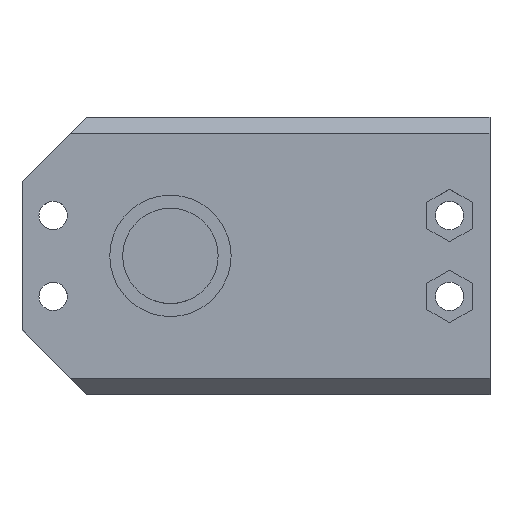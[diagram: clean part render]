
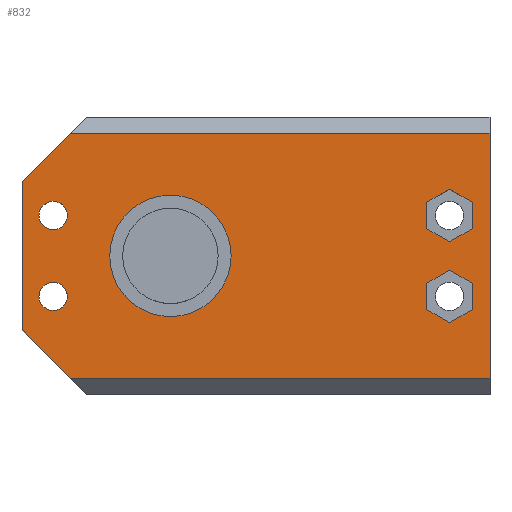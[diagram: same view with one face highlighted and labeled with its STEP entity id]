
A CAD part, top view. The second image highlights one B-rep face of the part: STEP entity #832.
In plain terms, the highlighted planar face has unit normal (0, 0, 1).
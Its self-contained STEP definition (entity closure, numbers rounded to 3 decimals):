
#20=FACE_BOUND('',#133,.T.);
#21=FACE_BOUND('',#134,.T.);
#22=FACE_BOUND('',#135,.T.);
#23=FACE_BOUND('',#136,.T.);
#24=FACE_BOUND('',#137,.T.);
#32=CIRCLE('',#895,1.75);
#43=CIRCLE('',#910,1.75);
#44=CIRCLE('',#914,7.5);
#86=FACE_OUTER_BOUND('',#132,.T.);
#132=EDGE_LOOP('',(#656,#657,#658,#659,#660,#661));
#133=EDGE_LOOP('',(#662,#663,#664,#665,#666,#667));
#134=EDGE_LOOP('',(#668,#669,#670,#671,#672,#673));
#135=EDGE_LOOP('',(#674));
#136=EDGE_LOOP('',(#675));
#137=EDGE_LOOP('',(#676));
#166=LINE('',#1185,#258);
#170=LINE('',#1192,#262);
#173=LINE('',#1198,#265);
#176=LINE('',#1204,#268);
#179=LINE('',#1210,#271);
#181=LINE('',#1213,#273);
#184=LINE('',#1221,#276);
#187=LINE('',#1227,#279);
#190=LINE('',#1233,#282);
#193=LINE('',#1239,#285);
#196=LINE('',#1245,#288);
#199=LINE('',#1249,#291);
#220=LINE('',#1365,#312);
#225=LINE('',#1377,#317);
#228=LINE('',#1383,#320);
#232=LINE('',#1389,#324);
#233=LINE('',#1391,#325);
#234=LINE('',#1392,#326);
#258=VECTOR('',#953,10.);
#262=VECTOR('',#959,10.);
#265=VECTOR('',#964,10.);
#268=VECTOR('',#969,10.);
#271=VECTOR('',#974,10.);
#273=VECTOR('',#978,10.);
#276=VECTOR('',#983,10.);
#279=VECTOR('',#988,10.);
#282=VECTOR('',#993,10.);
#285=VECTOR('',#998,10.);
#288=VECTOR('',#1003,10.);
#291=VECTOR('',#1008,10.);
#312=VECTOR('',#1065,10.);
#317=VECTOR('',#1076,10.);
#320=VECTOR('',#1081,10.);
#324=VECTOR('',#1087,10.);
#325=VECTOR('',#1088,10.);
#326=VECTOR('',#1089,10.);
#350=VERTEX_POINT('',#1182);
#351=VERTEX_POINT('',#1184);
#353=VERTEX_POINT('',#1190);
#355=VERTEX_POINT('',#1196);
#357=VERTEX_POINT('',#1202);
#359=VERTEX_POINT('',#1208);
#362=VERTEX_POINT('',#1218);
#363=VERTEX_POINT('',#1220);
#365=VERTEX_POINT('',#1226);
#367=VERTEX_POINT('',#1232);
#369=VERTEX_POINT('',#1238);
#371=VERTEX_POINT('',#1244);
#378=VERTEX_POINT('',#1286);
#401=VERTEX_POINT('',#1362);
#402=VERTEX_POINT('',#1364);
#403=VERTEX_POINT('',#1369);
#405=VERTEX_POINT('',#1374);
#406=VERTEX_POINT('',#1376);
#408=VERTEX_POINT('',#1382);
#410=VERTEX_POINT('',#1390);
#411=VERTEX_POINT('',#1393);
#428=EDGE_CURVE('',#351,#350,#166,.T.);
#432=EDGE_CURVE('',#350,#353,#170,.T.);
#435=EDGE_CURVE('',#353,#355,#173,.T.);
#438=EDGE_CURVE('',#355,#357,#176,.T.);
#441=EDGE_CURVE('',#357,#359,#179,.T.);
#443=EDGE_CURVE('',#359,#351,#181,.T.);
#446=EDGE_CURVE('',#363,#362,#184,.T.);
#449=EDGE_CURVE('',#365,#363,#187,.T.);
#452=EDGE_CURVE('',#367,#365,#190,.T.);
#455=EDGE_CURVE('',#369,#367,#193,.T.);
#458=EDGE_CURVE('',#371,#369,#196,.T.);
#461=EDGE_CURVE('',#362,#371,#199,.T.);
#468=EDGE_CURVE('',#378,#378,#32,.T.);
#497=EDGE_CURVE('',#402,#401,#220,.T.);
#500=EDGE_CURVE('',#403,#403,#43,.T.);
#503=EDGE_CURVE('',#405,#406,#225,.T.);
#506=EDGE_CURVE('',#408,#406,#228,.T.);
#510=EDGE_CURVE('',#405,#402,#232,.T.);
#511=EDGE_CURVE('',#401,#410,#233,.T.);
#512=EDGE_CURVE('',#408,#410,#234,.T.);
#513=EDGE_CURVE('',#411,#411,#44,.T.);
#656=ORIENTED_EDGE('',*,*,#503,.F.);
#657=ORIENTED_EDGE('',*,*,#510,.T.);
#658=ORIENTED_EDGE('',*,*,#497,.T.);
#659=ORIENTED_EDGE('',*,*,#511,.T.);
#660=ORIENTED_EDGE('',*,*,#512,.F.);
#661=ORIENTED_EDGE('',*,*,#506,.T.);
#662=ORIENTED_EDGE('',*,*,#432,.T.);
#663=ORIENTED_EDGE('',*,*,#435,.T.);
#664=ORIENTED_EDGE('',*,*,#438,.T.);
#665=ORIENTED_EDGE('',*,*,#441,.T.);
#666=ORIENTED_EDGE('',*,*,#443,.T.);
#667=ORIENTED_EDGE('',*,*,#428,.T.);
#668=ORIENTED_EDGE('',*,*,#458,.T.);
#669=ORIENTED_EDGE('',*,*,#455,.T.);
#670=ORIENTED_EDGE('',*,*,#452,.T.);
#671=ORIENTED_EDGE('',*,*,#449,.T.);
#672=ORIENTED_EDGE('',*,*,#446,.T.);
#673=ORIENTED_EDGE('',*,*,#461,.T.);
#674=ORIENTED_EDGE('',*,*,#500,.T.);
#675=ORIENTED_EDGE('',*,*,#468,.T.);
#676=ORIENTED_EDGE('',*,*,#513,.T.);
#796=PLANE('',#913);
#832=ADVANCED_FACE('',(#86,#20,#21,#22,#23,#24),#796,.T.);
#895=AXIS2_PLACEMENT_3D('',#1287,#1020,#1021);
#910=AXIS2_PLACEMENT_3D('',#1370,#1070,#1071);
#913=AXIS2_PLACEMENT_3D('',#1388,#1085,#1086);
#914=AXIS2_PLACEMENT_3D('',#1394,#1090,#1091);
#953=DIRECTION('',(-0.866,0.5,0.));
#959=DIRECTION('',(0.,1.,0.));
#964=DIRECTION('',(0.866,0.5,0.));
#969=DIRECTION('',(0.866,-0.5,0.));
#974=DIRECTION('',(0.,-1.,0.));
#978=DIRECTION('',(-0.866,-0.5,0.));
#983=DIRECTION('',(-0.866,-0.5,0.));
#988=DIRECTION('',(0.,-1.,0.));
#993=DIRECTION('',(0.866,-0.5,0.));
#998=DIRECTION('',(0.866,0.5,0.));
#1003=DIRECTION('',(0.,1.,0.));
#1008=DIRECTION('',(-0.866,0.5,0.));
#1020=DIRECTION('center_axis',(0.,0.,-1.));
#1021=DIRECTION('ref_axis',(1.,0.,0.));
#1065=DIRECTION('',(0.,-1.,0.));
#1070=DIRECTION('center_axis',(0.,0.,-1.));
#1071=DIRECTION('ref_axis',(1.,0.,0.));
#1076=DIRECTION('',(1.,0.,0.));
#1081=DIRECTION('',(0.,1.,0.));
#1085=DIRECTION('center_axis',(0.,0.,1.));
#1086=DIRECTION('ref_axis',(1.,0.,0.));
#1087=DIRECTION('',(-0.707,-0.707,0.));
#1088=DIRECTION('',(0.707,-0.707,0.));
#1089=DIRECTION('',(-1.,0.,0.));
#1090=DIRECTION('center_axis',(0.,0.,-1.));
#1091=DIRECTION('ref_axis',(1.,0.,0.));
#1182=CARTESIAN_POINT('',(21.685,3.375,0.));
#1184=CARTESIAN_POINT('',(24.5,1.75,0.));
#1185=CARTESIAN_POINT('',(24.5,1.75,0.));
#1190=CARTESIAN_POINT('',(21.685,6.625,0.));
#1192=CARTESIAN_POINT('',(21.685,3.375,0.));
#1196=CARTESIAN_POINT('',(24.5,8.25,0.));
#1198=CARTESIAN_POINT('',(21.685,6.625,0.));
#1202=CARTESIAN_POINT('',(27.315,6.625,0.));
#1204=CARTESIAN_POINT('',(24.5,8.25,0.));
#1208=CARTESIAN_POINT('',(27.315,3.375,0.));
#1210=CARTESIAN_POINT('',(27.315,6.625,0.));
#1213=CARTESIAN_POINT('',(27.315,3.375,0.));
#1218=CARTESIAN_POINT('',(24.5,-8.25,0.));
#1220=CARTESIAN_POINT('',(27.315,-6.625,0.));
#1221=CARTESIAN_POINT('',(27.315,-6.625,0.));
#1226=CARTESIAN_POINT('',(27.315,-3.375,0.));
#1227=CARTESIAN_POINT('',(27.315,-3.375,0.));
#1232=CARTESIAN_POINT('',(24.5,-1.75,0.));
#1233=CARTESIAN_POINT('',(24.5,-1.75,0.));
#1238=CARTESIAN_POINT('',(21.685,-3.375,0.));
#1239=CARTESIAN_POINT('',(21.685,-3.375,0.));
#1244=CARTESIAN_POINT('',(21.685,-6.625,0.));
#1245=CARTESIAN_POINT('',(21.685,-6.625,0.));
#1249=CARTESIAN_POINT('',(24.5,-8.25,0.));
#1286=CARTESIAN_POINT('',(-26.25,-5.,0.));
#1287=CARTESIAN_POINT('Origin',(-24.5,-5.,0.));
#1362=CARTESIAN_POINT('',(-28.35,-9.15,0.));
#1364=CARTESIAN_POINT('',(-28.35,9.15,0.));
#1365=CARTESIAN_POINT('',(-28.35,9.15,0.));
#1369=CARTESIAN_POINT('',(-26.25,5.,0.));
#1370=CARTESIAN_POINT('Origin',(-24.5,5.,0.));
#1374=CARTESIAN_POINT('',(-22.35,15.15,0.));
#1376=CARTESIAN_POINT('',(29.5,15.15,0.));
#1377=CARTESIAN_POINT('',(-1.887,15.15,0.));
#1382=CARTESIAN_POINT('',(29.5,-15.15,0.));
#1383=CARTESIAN_POINT('',(29.5,8.575,0.));
#1388=CARTESIAN_POINT('Origin',(16.575,0.,0.));
#1389=CARTESIAN_POINT('',(-20.35,17.15,0.));
#1390=CARTESIAN_POINT('',(-22.35,-15.15,0.));
#1391=CARTESIAN_POINT('',(-28.35,-9.15,0.));
#1392=CARTESIAN_POINT('',(35.038,-15.15,0.));
#1393=CARTESIAN_POINT('',(-17.5,0.,0.));
#1394=CARTESIAN_POINT('Origin',(-10.,0.,
0.));
